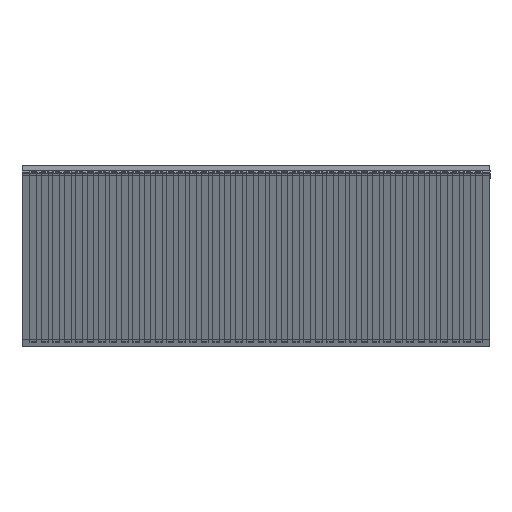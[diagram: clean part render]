
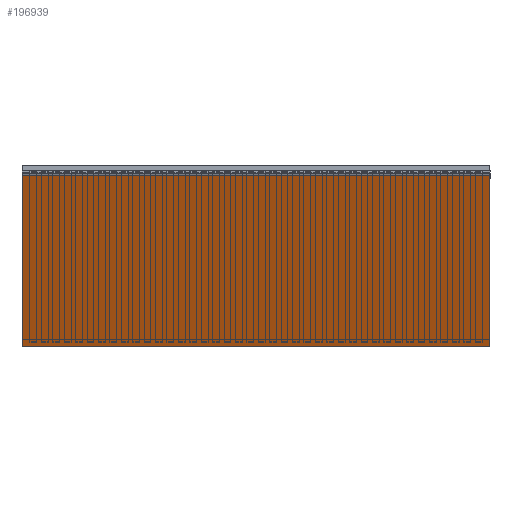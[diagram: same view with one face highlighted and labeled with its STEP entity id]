
A CAD part, left-side view. The second image highlights one B-rep face of the part: STEP entity #196939.
In plain terms, the highlighted planar face has unit normal (-0.916, 0, -0.401).
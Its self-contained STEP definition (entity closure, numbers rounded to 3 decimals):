
#3135=ORIENTED_EDGE('',*,*,#41213,.T.);
#3136=ORIENTED_EDGE('',*,*,#41558,.F.);
#3137=ORIENTED_EDGE('',*,*,#41546,.F.);
#3138=ORIENTED_EDGE('',*,*,#41559,.T.);
#41213=EDGE_CURVE('',#60494,#60493,#73692,.T.);
#41546=EDGE_CURVE('',#60781,#60782,#74025,.T.);
#41558=EDGE_CURVE('',#60782,#60493,#74037,.T.);
#41559=EDGE_CURVE('',#60781,#60494,#74038,.T.);
#60493=VERTEX_POINT('',#253071);
#60494=VERTEX_POINT('',#253073);
#60781=VERTEX_POINT('',#253694);
#60782=VERTEX_POINT('',#253696);
#73692=LINE('',#253072,#93213);
#74025=LINE('',#253695,#93546);
#74037=LINE('',#253717,#93558);
#74038=LINE('',#253719,#93559);
#93213=VECTOR('',#216166,1000.);
#93546=VECTOR('',#216503,1000.);
#93558=VECTOR('',#216527,1000.);
#93559=VECTOR('',#216530,1000.);
#112088=EDGE_LOOP('',(#3135,#3136,#3137,#3138));
#120573=FACE_BOUND('',#112088,.T.);
#129058=PLANE('',#206389);
#196939=ADVANCED_FACE('',(#120573),#129058,.F.);
#206389=AXIS2_PLACEMENT_3D('',#253718,#216528,#216529);
#216166=DIRECTION('',(-0.401,0.,0.916));
#216503=DIRECTION('',(-0.401,0.,0.916));
#216527=DIRECTION('',(0.,-1.,0.));
#216528=DIRECTION('',(0.916,0.,0.401));
#216529=DIRECTION('',(0.401,0.,-0.916));
#216530=DIRECTION('',(0.,-1.,0.));
#253071=CARTESIAN_POINT('',(35.04,0.,-0.167));
#253072=CARTESIAN_POINT('',(35.04,0.,-0.167));
#253073=CARTESIAN_POINT('',(38.32,0.,-7.66));
#253694=CARTESIAN_POINT('',(38.32,20.5,-7.66));
#253695=CARTESIAN_POINT('',(35.04,20.5,-0.167));
#253696=CARTESIAN_POINT('',(35.04,20.5,-0.167));
#253717=CARTESIAN_POINT('',(35.04,20.5,-0.167));
#253718=CARTESIAN_POINT('',(35.04,20.5,-0.167));
#253719=CARTESIAN_POINT('',(38.32,20.5,-7.66));
